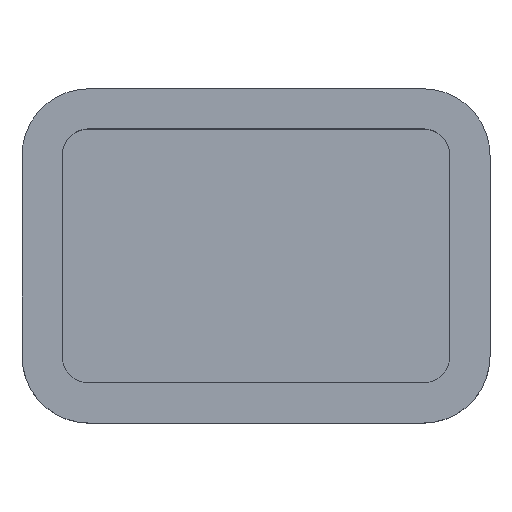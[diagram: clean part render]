
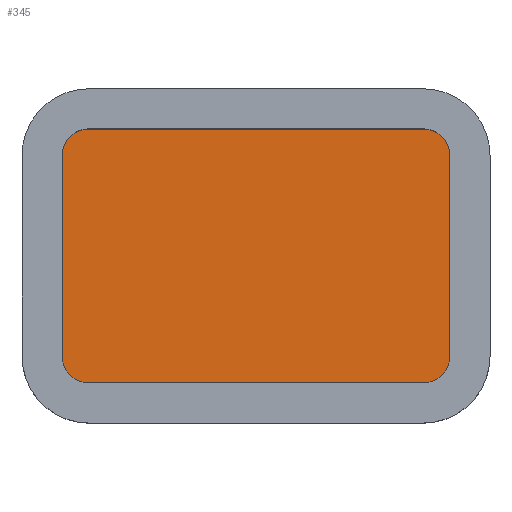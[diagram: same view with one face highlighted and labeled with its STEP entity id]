
A CAD part, top view. The second image highlights one B-rep face of the part: STEP entity #345.
In plain terms, the highlighted planar face has unit normal (0, 0, 1).
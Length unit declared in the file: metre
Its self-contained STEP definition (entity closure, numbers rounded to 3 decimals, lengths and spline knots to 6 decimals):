
#20=CIRCLE('',#377,0.002);
#22=CIRCLE('',#381,0.002);
#24=CIRCLE('',#385,0.002);
#26=CIRCLE('',#389,0.002);
#124=ORIENTED_EDGE('',*,*,#160,.T.);
#125=ORIENTED_EDGE('',*,*,#156,.T.);
#126=ORIENTED_EDGE('',*,*,#178,.T.);
#127=ORIENTED_EDGE('',*,*,#175,.T.);
#128=ORIENTED_EDGE('',*,*,#172,.T.);
#129=ORIENTED_EDGE('',*,*,#169,.T.);
#130=ORIENTED_EDGE('',*,*,#166,.T.);
#131=ORIENTED_EDGE('',*,*,#163,.T.);
#156=EDGE_CURVE('',#196,#197,#20,.T.);
#160=EDGE_CURVE('',#200,#196,#230,.T.);
#163=EDGE_CURVE('',#202,#200,#22,.T.);
#166=EDGE_CURVE('',#204,#202,#234,.T.);
#169=EDGE_CURVE('',#206,#204,#24,.T.);
#172=EDGE_CURVE('',#208,#206,#238,.T.);
#175=EDGE_CURVE('',#210,#208,#26,.T.);
#178=EDGE_CURVE('',#197,#210,#242,.T.);
#196=VERTEX_POINT('',#550);
#197=VERTEX_POINT('',#551);
#200=VERTEX_POINT('',#559);
#202=VERTEX_POINT('',#565);
#204=VERTEX_POINT('',#571);
#206=VERTEX_POINT('',#577);
#208=VERTEX_POINT('',#583);
#210=VERTEX_POINT('',#589);
#230=LINE('',#558,#262);
#234=LINE('',#570,#266);
#238=LINE('',#582,#270);
#242=LINE('',#594,#274);
#262=VECTOR('',#456,1.);
#266=VECTOR('',#468,1.);
#270=VECTOR('',#480,1.);
#274=VECTOR('',#492,1.);
#295=EDGE_LOOP('',(#124,#125,#126,#127,#128,#129,#130,#131));
#315=FACE_BOUND('',#295,.T.);
#326=PLANE('',#393);
#345=ADVANCED_FACE('',(#315),#326,.T.);
#377=AXIS2_PLACEMENT_3D('',#549,#448,#449);
#381=AXIS2_PLACEMENT_3D('',#564,#461,#462);
#385=AXIS2_PLACEMENT_3D('',#576,#473,#474);
#389=AXIS2_PLACEMENT_3D('',#588,#485,#486);
#393=AXIS2_PLACEMENT_3D('',#597,#496,#497);
#448=DIRECTION('',(0.,0.,1.));
#449=DIRECTION('',(1.,0.,0.));
#456=DIRECTION('',(0.,1.,0.));
#461=DIRECTION('',(0.,0.,1.));
#462=DIRECTION('',(1.,0.,0.));
#468=DIRECTION('',(1.,0.,0.));
#473=DIRECTION('',(0.,0.,1.));
#474=DIRECTION('',(1.,0.,0.));
#480=DIRECTION('',(0.,-1.,0.));
#485=DIRECTION('',(0.,0.,1.));
#486=DIRECTION('',(1.,0.,0.));
#492=DIRECTION('',(-1.,0.,0.));
#496=DIRECTION('',(0.,0.,1.));
#497=DIRECTION('',(1.,0.,0.));
#549=CARTESIAN_POINT('',(0.03,0.02,0.));
#550=CARTESIAN_POINT('',(0.032,0.02,0.));
#551=CARTESIAN_POINT('',(0.03,0.022,0.));
#558=CARTESIAN_POINT('',(0.032,0.0125,0.));
#559=CARTESIAN_POINT('',(0.032,0.005,0.));
#564=CARTESIAN_POINT('',(0.03,0.005,0.));
#565=CARTESIAN_POINT('',(0.03,0.003,0.));
#570=CARTESIAN_POINT('',(0.0175,0.003,0.));
#571=CARTESIAN_POINT('',(0.005,0.003,0.));
#576=CARTESIAN_POINT('',(0.005,0.005,0.));
#577=CARTESIAN_POINT('',(0.003,0.005,0.));
#582=CARTESIAN_POINT('',(0.003,0.0125,0.));
#583=CARTESIAN_POINT('',(0.003,0.02,0.));
#588=CARTESIAN_POINT('',(0.005,0.02,0.));
#589=CARTESIAN_POINT('',(0.005,0.022,0.));
#594=CARTESIAN_POINT('',(0.0175,0.022,0.));
#597=CARTESIAN_POINT('',(0.0175,0.0125,0.));
